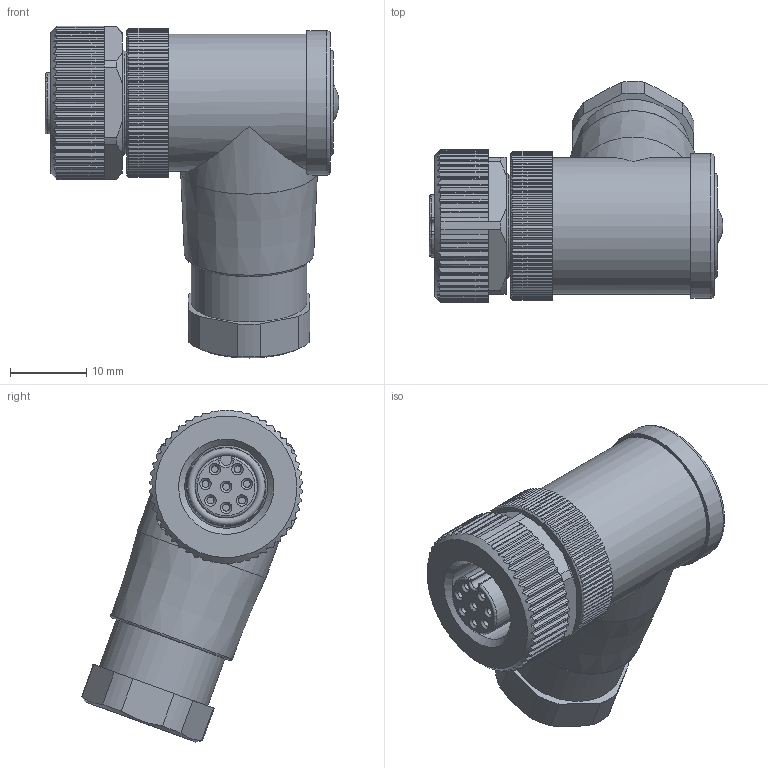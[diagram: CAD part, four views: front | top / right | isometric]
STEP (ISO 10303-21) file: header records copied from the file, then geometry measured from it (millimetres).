
FILE_DESCRIPTION(/* description */ (''),/* implementation_level */ '2;1');
FILE_NAME(/* name */ 'WWAKC8K.stp',/* time_stamp */ '2016-12-09T13:19:33+01:00',/* author */ (''),/* organization */ (''),/* preprocessor_version */ 'ST-DEVELOPER v16',/* originating_system */ 'SIEMENS PLM Software NX 10.0',/* authorisation */ '');
FILE_SCHEMA (('AUTOMOTIVE_DESIGN { 1 0 10303 214 3 1 1 1 }'));
Length unit declared in the file: millimetre
Products named in the file (1): sgro00A4edlz
Bounding box: 38.6 x 29.15 x 43.65 mm (x, y, z)
Volume: 15214.6 mm3; surface area: 5316.7 mm2
Topology: 1 solids, 2 shells, 620 faces, 1764 edges, 1163 vertices
Faces by surface type: plane 354, cylinder 234, cone 21, torus 8, sphere 2, bspline 1
Full cylindrical faces by diameter (mm): 0.9 x8, 8.2 x2, 10.9 x1, 10.917 x1, 13.5 x1, 15.2 x1, 18 x2, 19 x1
Entity records: 21555 total; most frequent: CARTESIAN_POINT 6071, ORIENTED_EDGE 3424, DIRECTION 2946, EDGE_CURVE 1712, VERTEX_POINT 1152, AXIS2_PLACEMENT_3D 1033, LINE 880, VECTOR 880
